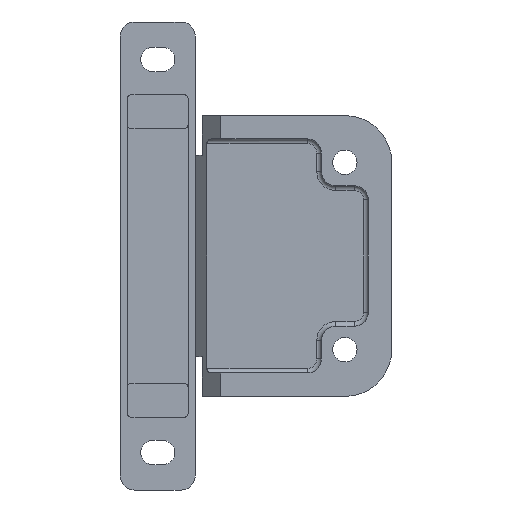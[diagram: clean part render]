
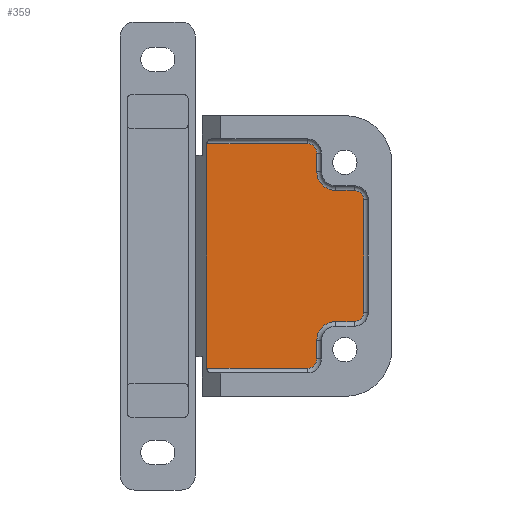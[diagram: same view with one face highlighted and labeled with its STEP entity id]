
A CAD part, front view. The second image highlights one B-rep face of the part: STEP entity #359.
In plain terms, the highlighted planar face has unit normal (0, -1, 0).
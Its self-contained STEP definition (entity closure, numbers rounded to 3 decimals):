
#359=ADVANCED_FACE('',(#684),#685,.F.);
#684=FACE_OUTER_BOUND('',#1377,.T.);
#685=PLANE('',#1378);
#1377=EDGE_LOOP('',(#2313,#2314,#2315,#2316,#2317,#2318,#2319,#2320,#2321,#2322,#2323,#2324,#2325,#2326));
#1378=AXIS2_PLACEMENT_3D('',#2327,#2328,#2329);
#2313=ORIENTED_EDGE('',*,*,#3381,.T.);
#2314=ORIENTED_EDGE('',*,*,#3466,.T.);
#2315=ORIENTED_EDGE('',*,*,#3461,.T.);
#2316=ORIENTED_EDGE('',*,*,#3457,.T.);
#2317=ORIENTED_EDGE('',*,*,#3451,.T.);
#2318=ORIENTED_EDGE('',*,*,#3453,.T.);
#2319=ORIENTED_EDGE('',*,*,#3459,.T.);
#2320=ORIENTED_EDGE('',*,*,#3463,.T.);
#2321=ORIENTED_EDGE('',*,*,#3468,.T.);
#2322=ORIENTED_EDGE('',*,*,#3470,.T.);
#2323=ORIENTED_EDGE('',*,*,#3473,.T.);
#2324=ORIENTED_EDGE('',*,*,#3475,.T.);
#2325=ORIENTED_EDGE('',*,*,#3478,.T.);
#2326=ORIENTED_EDGE('',*,*,#3479,.T.);
#2327=CARTESIAN_POINT('',(0.,-10.0,25.0));
#2328=DIRECTION('',(0.0,1.0,0.0));
#2329=DIRECTION('',(0.0,0.0,1.0));
#3381=EDGE_CURVE('',#3950,#3948,#3951,.T.);
#3451=EDGE_CURVE('',#4067,#4069,#4071,.T.);
#3453=EDGE_CURVE('',#4069,#4072,#4074,.F.);
#3457=EDGE_CURVE('',#4076,#4067,#4079,.F.);
#3459=EDGE_CURVE('',#4072,#4080,#4082,.F.);
#3461=EDGE_CURVE('',#4083,#4076,#4085,.F.);
#3463=EDGE_CURVE('',#4080,#4086,#4088,.F.);
#3466=EDGE_CURVE('',#3948,#4083,#4091,.F.);
#3468=EDGE_CURVE('',#4086,#4092,#4094,.F.);
#3470=EDGE_CURVE('',#4092,#4095,#4097,.F.);
#3473=EDGE_CURVE('',#4095,#4099,#4101,.T.);
#3475=EDGE_CURVE('',#4099,#4102,#4104,.F.);
#3478=EDGE_CURVE('',#4102,#4106,#4108,.F.);
#3479=EDGE_CURVE('',#4106,#3950,#4109,.F.);
#3948=VERTEX_POINT('',#4841);
#3950=VERTEX_POINT('',#4843);
#3951=LINE('',#4844,#4845);
#4067=VERTEX_POINT('',#5000);
#4069=VERTEX_POINT('',#5002);
#4071=CIRCLE('',#5004,4.0);
#4072=VERTEX_POINT('',#5005);
#4074=LINE('',#5007,#5008);
#4076=VERTEX_POINT('',#5011);
#4079=LINE('',#5015,#5016);
#4080=VERTEX_POINT('',#5017);
#4082=CIRCLE('',#5019,2.0);
#4083=VERTEX_POINT('',#5020);
#4085=CIRCLE('',#5022,2.0);
#4086=VERTEX_POINT('',#5023);
#4088=LINE('',#5025,#5026);
#4091=LINE('',#5031,#5032);
#4092=VERTEX_POINT('',#5033);
#4094=CIRCLE('',#5035,2.0);
#4095=VERTEX_POINT('',#5036);
#4097=LINE('',#5038,#5039);
#4099=VERTEX_POINT('',#5042);
#4101=CIRCLE('',#5044,4.0);
#4102=VERTEX_POINT('',#5045);
#4104=LINE('',#5047,#5048);
#4106=VERTEX_POINT('',#5051);
#4108=CIRCLE('',#5053,2.0);
#4109=LINE('',#5054,#5055);
#4841=CARTESIAN_POINT('',(10.5,-10.0,-24.0));
#4843=CARTESIAN_POINT('',(10.5,-10.0,24.0));
#4844=CARTESIAN_POINT('',(10.5,-10.0,30.0));
#4845=VECTOR('',#6030,1.0);
#5000=CARTESIAN_POINT('',(34.0,-10.0,-18.0));
#5002=CARTESIAN_POINT('',(38.0,-10.0,-14.0));
#5004=AXIS2_PLACEMENT_3D('',#6160,#6161,#6162);
#5005=CARTESIAN_POINT('',(42.0,-10.0,-14.0));
#5007=CARTESIAN_POINT('',(42.0,-10.0,-14.0));
#5008=VECTOR('',#6166,1.0);
#5011=CARTESIAN_POINT('',(34.0,-10.0,-22.0));
#5015=CARTESIAN_POINT('',(34.0,-10.0,-18.0));
#5016=VECTOR('',#6172,1.0);
#5017=CARTESIAN_POINT('',(44.0,-10.0,-12.0));
#5019=AXIS2_PLACEMENT_3D('',#6176,#6177,#6178);
#5020=CARTESIAN_POINT('',(32.0,-10.0,-24.0));
#5022=AXIS2_PLACEMENT_3D('',#6182,#6183,#6184);
#5023=CARTESIAN_POINT('',(44.0,-10.0,12.0));
#5025=CARTESIAN_POINT('',(44.0,-10.0,12.0));
#5026=VECTOR('',#6188,1.0);
#5031=CARTESIAN_POINT('',(32.0,-10.0,-24.0));
#5032=VECTOR('',#6191,1.0);
#5033=CARTESIAN_POINT('',(42.0,-10.0,14.0));
#5035=AXIS2_PLACEMENT_3D('',#6195,#6196,#6197);
#5036=CARTESIAN_POINT('',(38.0,-10.0,14.0));
#5038=CARTESIAN_POINT('',(38.0,-10.0,14.0));
#5039=VECTOR('',#6201,1.0);
#5042=CARTESIAN_POINT('',(34.0,-10.0,18.0));
#5044=AXIS2_PLACEMENT_3D('',#6206,#6207,#6208);
#5045=CARTESIAN_POINT('',(34.0,-10.0,22.0));
#5047=CARTESIAN_POINT('',(34.0,-10.0,22.0));
#5048=VECTOR('',#6212,1.0);
#5051=CARTESIAN_POINT('',(32.0,-10.0,24.0));
#5053=AXIS2_PLACEMENT_3D('',#6217,#6218,#6219);
#5054=CARTESIAN_POINT('',(10.5,-10.0,24.0));
#5055=VECTOR('',#6220,1.0);
#6030=DIRECTION('',(0.0,0.0,-1.0));
#6160=CARTESIAN_POINT('',(38.0,-10.0,-18.0));
#6161=DIRECTION('',(0.0,1.0,0.0));
#6162=DIRECTION('',(0.0,0.0,1.0));
#6166=DIRECTION('',(-1.0,0.0,0.0));
#6172=DIRECTION('',(0.,0.0,-1.0));
#6176=CARTESIAN_POINT('',(42.0,-10.0,-12.0));
#6177=DIRECTION('',(0.0,1.0,0.0));
#6178=DIRECTION('',(0.0,0.0,1.0));
#6182=CARTESIAN_POINT('',(32.0,-10.0,-22.0));
#6183=DIRECTION('',(0.0,1.0,0.0));
#6184=DIRECTION('',(0.0,0.0,1.0));
#6188=DIRECTION('',(0.,0.0,-1.0));
#6191=DIRECTION('',(-1.0,0.0,0.0));
#6195=CARTESIAN_POINT('',(42.0,-10.0,12.0));
#6196=DIRECTION('',(0.0,1.0,0.0));
#6197=DIRECTION('',(0.0,0.0,1.0));
#6201=DIRECTION('',(1.0,0.0,0.0));
#6206=CARTESIAN_POINT('',(38.0,-10.0,18.0));
#6207=DIRECTION('',(0.0,1.0,0.0));
#6208=DIRECTION('',(0.0,0.0,1.0));
#6212=DIRECTION('',(0.,0.0,-1.0));
#6217=CARTESIAN_POINT('',(32.0,-10.0,22.0));
#6218=DIRECTION('',(0.0,1.0,0.0));
#6219=DIRECTION('',(0.0,0.0,1.0));
#6220=DIRECTION('',(1.0,0.0,0.0));
